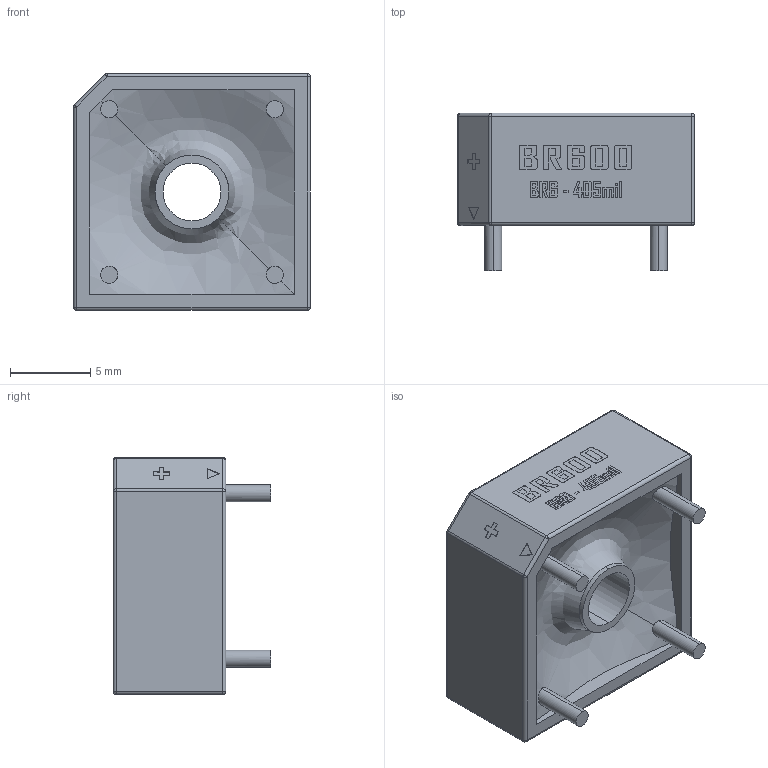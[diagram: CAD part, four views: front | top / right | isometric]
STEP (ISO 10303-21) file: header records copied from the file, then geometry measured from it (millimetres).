
FILE_DESCRIPTION (( 'STEP AP214' ), '1' );
FILE_NAME ('BR6___Min_Size__.STEP', '2023-03-07T20:13:34', ( '' ), ( '' ), 'SwSTEP 2.0', 'SolidWorks 2020', '' );
FILE_SCHEMA (( 'AUTOMOTIVE_DESIGN' ));
Length unit declared in the file: millimetre
Products named in the file (1): BR6___Min_Size__
Bounding box: 14.73 x 9.8 x 14.73 mm (x, y, z)
Volume: 1247.1 mm3; surface area: 992.7 mm2
Topology: 1 solids, 1 shells, 358 faces, 943 edges, 611 vertices
Faces by surface type: plane 260, bspline 59, cylinder 27, sphere 10, torus 2
Entity records: 16177 total; most frequent: CARTESIAN_POINT 4294, ORIENTED_EDGE 1866, DIRECTION 1449, EDGE_CURVE 933, LINE 745, VECTOR 745, VERTEX_POINT 611, EDGE_LOOP 394
